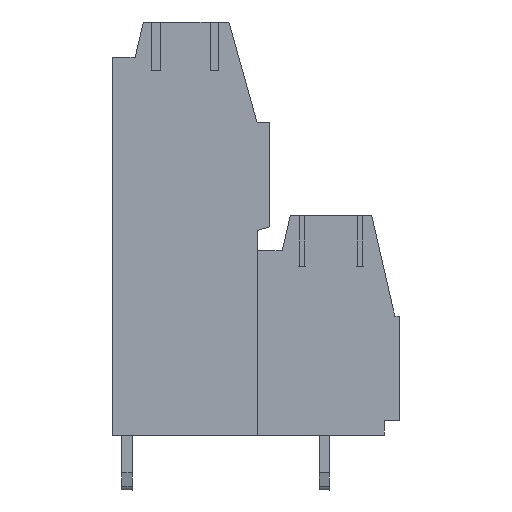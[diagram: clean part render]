
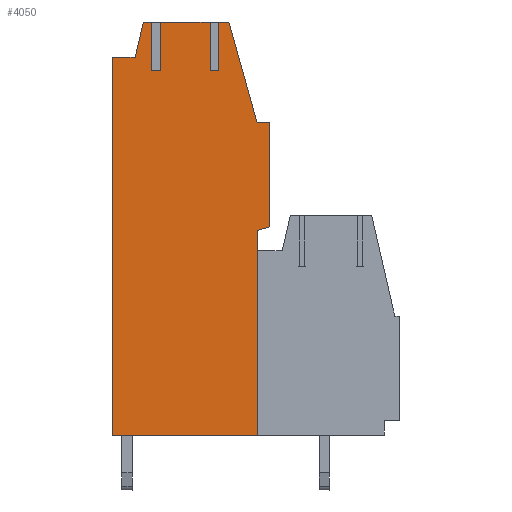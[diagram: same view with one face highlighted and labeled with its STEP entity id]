
A CAD part, left-side view. The second image highlights one B-rep face of the part: STEP entity #4050.
In plain terms, the highlighted planar face has unit normal (-1, 0, 0).
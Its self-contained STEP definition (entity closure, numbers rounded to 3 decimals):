
#3990=AXIS2_PLACEMENT_3D('Plane Axis2P3D',#3987,#3988,#3989) ;
#1217=CARTESIAN_POINT('Vertex',(0.,8.3,3.2)) ;
#1220=CARTESIAN_POINT('Line Origine',(0.,12.525,3.2)) ;
#1224=CARTESIAN_POINT('Vertex',(0.,16.75,3.2)) ;
#2144=CARTESIAN_POINT('Line Origine',(0.,16.75,14.225)) ;
#2148=CARTESIAN_POINT('Vertex',(0.,16.75,25.25)) ;
#2268=CARTESIAN_POINT('Vertex',(0.,8.3,15.15)) ;
#2271=CARTESIAN_POINT('Line Origine',(0.,8.3,9.175)) ;
#2432=CARTESIAN_POINT('Vertex',(0.,14.95,27.3)) ;
#2435=CARTESIAN_POINT('Line Origine',(0.,14.7,27.3)) ;
#2439=CARTESIAN_POINT('Vertex',(0.,14.45,27.3)) ;
#2488=CARTESIAN_POINT('Vertex',(0.,13.95,27.3)) ;
#2491=CARTESIAN_POINT('Line Origine',(0.,12.5,27.3)) ;
#2495=CARTESIAN_POINT('Vertex',(0.,11.05,27.3)) ;
#2544=CARTESIAN_POINT('Vertex',(0.,10.55,27.3)) ;
#2547=CARTESIAN_POINT('Line Origine',(0.,10.25,27.3)) ;
#2551=CARTESIAN_POINT('Vertex',(0.,9.95,27.3)) ;
#2917=CARTESIAN_POINT('Line Origine',(0.,9.131,24.375)) ;
#2921=CARTESIAN_POINT('Vertex',(0.,8.311,21.45)) ;
#2941=CARTESIAN_POINT('Line Origine',(0.,7.956,21.45)) ;
#2945=CARTESIAN_POINT('Vertex',(0.,7.6,21.45)) ;
#2965=CARTESIAN_POINT('Line Origine',(0.,7.6,18.4)) ;
#2969=CARTESIAN_POINT('Vertex',(0.,7.6,15.35)) ;
#3431=CARTESIAN_POINT('Line Origine',(0.,7.95,15.25)) ;
#3448=CARTESIAN_POINT('Line Origine',(0.,16.088,25.25)) ;
#3452=CARTESIAN_POINT('Vertex',(0.,15.425,25.25)) ;
#3472=CARTESIAN_POINT('Line Origine',(0.,15.188,26.275)) ;
#3987=CARTESIAN_POINT('Axis2P3D Location',(0.,7.6,0.)) ;
#3992=CARTESIAN_POINT('Line Origine',(0.,13.95,25.875)) ;
#3996=CARTESIAN_POINT('Vertex',(0.,13.95,24.45)) ;
#3999=CARTESIAN_POINT('Line Origine',(0.,14.2,24.45)) ;
#4003=CARTESIAN_POINT('Vertex',(0.,14.45,24.45)) ;
#4006=CARTESIAN_POINT('Line Origine',(0.,14.45,25.875)) ;
#4011=CARTESIAN_POINT('Line Origine',(0.,10.55,25.875)) ;
#4015=CARTESIAN_POINT('Vertex',(0.,10.55,24.45)) ;
#4018=CARTESIAN_POINT('Line Origine',(0.,10.8,24.45)) ;
#4022=CARTESIAN_POINT('Vertex',(0.,11.05,24.45)) ;
#4025=CARTESIAN_POINT('Line Origine',(0.,11.05,25.875)) ;
#1221=DIRECTION('Vector Direction',(0.,1.,0.)) ;
#2145=DIRECTION('Vector Direction',(0.,0.,1.)) ;
#2272=DIRECTION('Vector Direction',(0.,0.,-1.)) ;
#2436=DIRECTION('Vector Direction',(0.,-1.,0.)) ;
#2492=DIRECTION('Vector Direction',(0.,-1.,0.)) ;
#2548=DIRECTION('Vector Direction',(0.,-1.,0.)) ;
#2918=DIRECTION('Vector Direction',(0.,-0.27,-0.963)) ;
#2942=DIRECTION('Vector Direction',(0.,-1.,0.)) ;
#2966=DIRECTION('Vector Direction',(0.,0.,-1.)) ;
#3432=DIRECTION('Vector Direction',(0.,0.962,-0.275)) ;
#3449=DIRECTION('Vector Direction',(0.,-1.,0.)) ;
#3473=DIRECTION('Vector Direction',(0.,-0.226,0.974)) ;
#3988=DIRECTION('Axis2P3D Direction',(-1.,0.,0.)) ;
#3989=DIRECTION('Axis2P3D XDirection',(0.,0.,1.)) ;
#3993=DIRECTION('Vector Direction',(0.,0.,1.)) ;
#4000=DIRECTION('Vector Direction',(0.,-1.,0.)) ;
#4007=DIRECTION('Vector Direction',(0.,0.,1.)) ;
#4012=DIRECTION('Vector Direction',(0.,0.,1.)) ;
#4019=DIRECTION('Vector Direction',(0.,-1.,0.)) ;
#4026=DIRECTION('Vector Direction',(0.,0.,1.)) ;
#1222=VECTOR('Line Direction',#1221,1.) ;
#2146=VECTOR('Line Direction',#2145,1.) ;
#2273=VECTOR('Line Direction',#2272,1.) ;
#2437=VECTOR('Line Direction',#2436,1.) ;
#2493=VECTOR('Line Direction',#2492,1.) ;
#2549=VECTOR('Line Direction',#2548,1.) ;
#2919=VECTOR('Line Direction',#2918,1.) ;
#2943=VECTOR('Line Direction',#2942,1.) ;
#2967=VECTOR('Line Direction',#2966,1.) ;
#3433=VECTOR('Line Direction',#3432,1.) ;
#3450=VECTOR('Line Direction',#3449,1.) ;
#3474=VECTOR('Line Direction',#3473,1.) ;
#3994=VECTOR('Line Direction',#3993,1.) ;
#4001=VECTOR('Line Direction',#4000,1.) ;
#4008=VECTOR('Line Direction',#4007,1.) ;
#4013=VECTOR('Line Direction',#4012,1.) ;
#4020=VECTOR('Line Direction',#4019,1.) ;
#4027=VECTOR('Line Direction',#4026,1.) ;
#4031=ORIENTED_EDGE('',*,*,#2497,.T.) ;
#4032=ORIENTED_EDGE('',*,*,#3998,.F.) ;
#4033=ORIENTED_EDGE('',*,*,#4005,.F.) ;
#4034=ORIENTED_EDGE('',*,*,#4010,.T.) ;
#4035=ORIENTED_EDGE('',*,*,#2441,.T.) ;
#4036=ORIENTED_EDGE('',*,*,#3476,.T.) ;
#4037=ORIENTED_EDGE('',*,*,#3454,.T.) ;
#4038=ORIENTED_EDGE('',*,*,#2150,.T.) ;
#4039=ORIENTED_EDGE('',*,*,#1226,.T.) ;
#4040=ORIENTED_EDGE('',*,*,#2275,.T.) ;
#4041=ORIENTED_EDGE('',*,*,#3435,.T.) ;
#4042=ORIENTED_EDGE('',*,*,#2971,.T.) ;
#4043=ORIENTED_EDGE('',*,*,#2947,.T.) ;
#4044=ORIENTED_EDGE('',*,*,#2923,.T.) ;
#4045=ORIENTED_EDGE('',*,*,#2553,.T.) ;
#4046=ORIENTED_EDGE('',*,*,#4017,.F.) ;
#4047=ORIENTED_EDGE('',*,*,#4024,.F.) ;
#4048=ORIENTED_EDGE('',*,*,#4029,.T.) ;
#4050=ADVANCED_FACE('Hauptk\X2\00F6\X0\rper',(#4049),#3991,.T.) ;
#1226=EDGE_CURVE('',#1225,#1218,#1223,.F.) ;
#2150=EDGE_CURVE('',#2149,#1225,#2147,.F.) ;
#2275=EDGE_CURVE('',#1218,#2269,#2274,.F.) ;
#2441=EDGE_CURVE('',#2440,#2433,#2438,.F.) ;
#2497=EDGE_CURVE('',#2496,#2489,#2494,.F.) ;
#2553=EDGE_CURVE('',#2552,#2545,#2550,.F.) ;
#2923=EDGE_CURVE('',#2922,#2552,#2920,.F.) ;
#2947=EDGE_CURVE('',#2946,#2922,#2944,.F.) ;
#2971=EDGE_CURVE('',#2970,#2946,#2968,.F.) ;
#3435=EDGE_CURVE('',#2269,#2970,#3434,.F.) ;
#3454=EDGE_CURVE('',#3453,#2149,#3451,.F.) ;
#3476=EDGE_CURVE('',#2433,#3453,#3475,.F.) ;
#3998=EDGE_CURVE('',#3997,#2489,#3995,.T.) ;
#4005=EDGE_CURVE('',#4004,#3997,#4002,.T.) ;
#4010=EDGE_CURVE('',#4004,#2440,#4009,.T.) ;
#4017=EDGE_CURVE('',#4016,#2545,#4014,.T.) ;
#4024=EDGE_CURVE('',#4023,#4016,#4021,.T.) ;
#4029=EDGE_CURVE('',#4023,#2496,#4028,.T.) ;
#4030=EDGE_LOOP('',(#4031,#4032,#4033,#4034,#4035,#4036,#4037,#4038,#4039,#4040,#4041,#4042,#4043,#4044,#4045,#4046,#4047,#4048)) ;
#4049=FACE_OUTER_BOUND('',#4030,.T.) ;
#1223=LINE('Line',#1220,#1222) ;
#2147=LINE('Line',#2144,#2146) ;
#2274=LINE('Line',#2271,#2273) ;
#2438=LINE('Line',#2435,#2437) ;
#2494=LINE('Line',#2491,#2493) ;
#2550=LINE('Line',#2547,#2549) ;
#2920=LINE('Line',#2917,#2919) ;
#2944=LINE('Line',#2941,#2943) ;
#2968=LINE('Line',#2965,#2967) ;
#3434=LINE('Line',#3431,#3433) ;
#3451=LINE('Line',#3448,#3450) ;
#3475=LINE('Line',#3472,#3474) ;
#3995=LINE('Line',#3992,#3994) ;
#4002=LINE('Line',#3999,#4001) ;
#4009=LINE('Line',#4006,#4008) ;
#4014=LINE('Line',#4011,#4013) ;
#4021=LINE('Line',#4018,#4020) ;
#4028=LINE('Line',#4025,#4027) ;
#3991=PLANE('',#3990) ;
#1218=VERTEX_POINT('',#1217) ;
#1225=VERTEX_POINT('',#1224) ;
#2149=VERTEX_POINT('',#2148) ;
#2269=VERTEX_POINT('',#2268) ;
#2433=VERTEX_POINT('',#2432) ;
#2440=VERTEX_POINT('',#2439) ;
#2489=VERTEX_POINT('',#2488) ;
#2496=VERTEX_POINT('',#2495) ;
#2545=VERTEX_POINT('',#2544) ;
#2552=VERTEX_POINT('',#2551) ;
#2922=VERTEX_POINT('',#2921) ;
#2946=VERTEX_POINT('',#2945) ;
#2970=VERTEX_POINT('',#2969) ;
#3453=VERTEX_POINT('',#3452) ;
#3997=VERTEX_POINT('',#3996) ;
#4004=VERTEX_POINT('',#4003) ;
#4016=VERTEX_POINT('',#4015) ;
#4023=VERTEX_POINT('',#4022) ;
